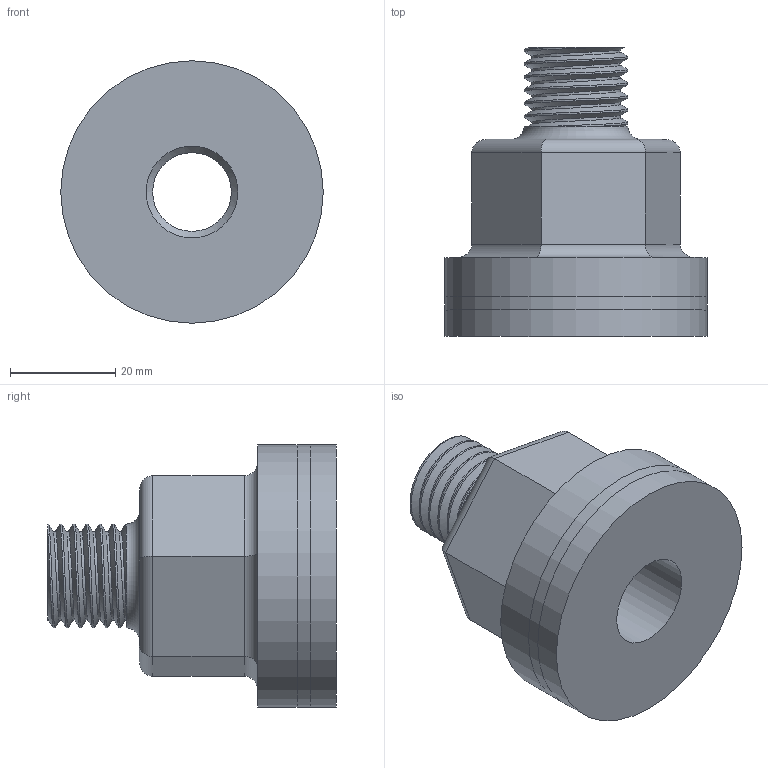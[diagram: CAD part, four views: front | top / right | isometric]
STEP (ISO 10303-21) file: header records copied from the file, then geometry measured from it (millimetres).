
FILE_DESCRIPTION(/* description */ (''),/* implementation_level */ '2;1');
FILE_NAME(/* name */ 'Drn p tank P3 v1.step',/* time_stamp */ '2024-12-15T13:57:24+01:00',/* author */ (''),/* organization */ (''),/* preprocessor_version */ 'ST-DEVELOPER v20',/* originating_system */ 'Autodesk Translation Framework v13.20.0.188',/* authorisation */ '');
FILE_SCHEMA (('AUTOMOTIVE_DESIGN { 1 0 10303 214 3 1 1 }'));
Length unit declared in the file: millimetre
Products named in the file (1): Dræn på tank P3
Bounding box: 50 x 55 x 50 mm (x, y, z)
Volume: 49582.7 mm3; surface area: 22378.3 mm2
Topology: 2 solids, 2 shells, 105 faces, 276 edges, 179 vertices
Faces by surface type: cylinder 82, plane 15, bspline 6, cone 1, torus 1
Full cylindrical faces by diameter (mm): 15 x1, 16.938 x5, 17.5 x1, 19.791 x5, 22.529 x10, 23.022 x11, 24.822 x11, 25.256 x12, 50 x2
Entity records: 10950 total; most frequent: CARTESIAN_POINT 8587, ORIENTED_EDGE 552, DIRECTION 371, EDGE_CURVE 276, VERTEX_POINT 179, B_SPLINE_CURVE_WITH_KNOTS 143, AXIS2_PLACEMENT_3D 138, EDGE_LOOP 113
